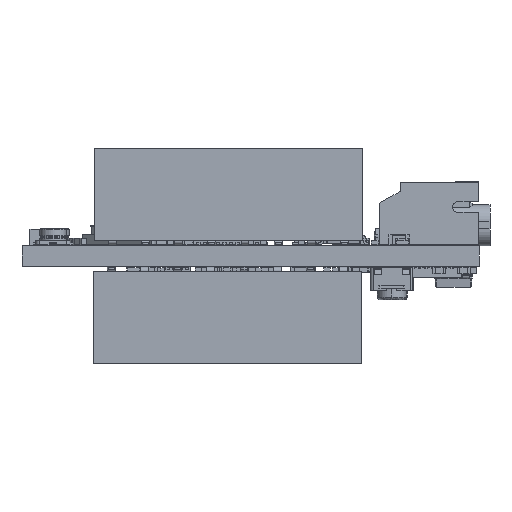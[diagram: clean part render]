
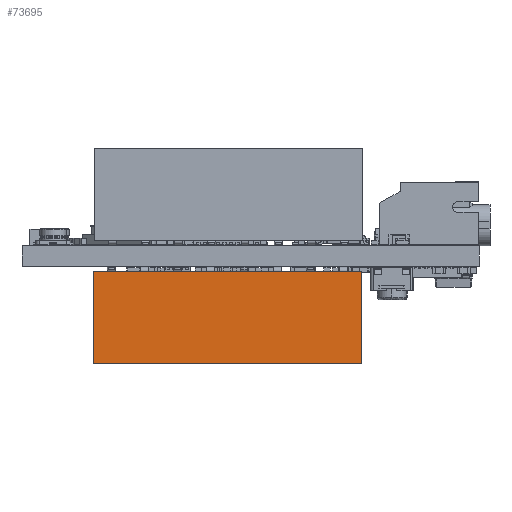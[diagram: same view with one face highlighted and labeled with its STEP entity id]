
A CAD part, front view. The second image highlights one B-rep face of the part: STEP entity #73695.
In plain terms, the highlighted face is planar.
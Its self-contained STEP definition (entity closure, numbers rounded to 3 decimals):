
#70529 = PLANE('',#70530);
#70530 = AXIS2_PLACEMENT_3D('',#70531,#70532,#70533);
#70531 = CARTESIAN_POINT('',(-1.27,-10.26,0.3));
#70532 = DIRECTION('',(0.,1.,0.));
#70533 = DIRECTION('',(1.,0.,0.));
#70557 = PLANE('',#70558);
#70558 = AXIS2_PLACEMENT_3D('',#70559,#70560,#70561);
#70559 = CARTESIAN_POINT('',(1.27,-10.26,7.4));
#70560 = DIRECTION('',(-0.,0.,-1.));
#70561 = DIRECTION('',(0.,-1.,-0.));
#70585 = PLANE('',#70586);
#70586 = AXIS2_PLACEMENT_3D('',#70587,#70588,#70589);
#70587 = CARTESIAN_POINT('',(1.27,10.26,0.3));
#70588 = DIRECTION('',(0.,-1.,0.));
#70589 = DIRECTION('',(-1.,0.,0.));
#70627 = VERTEX_POINT('',#70628);
#70628 = CARTESIAN_POINT('',(-1.27,-10.26,0.3));
#70644 = PLANE('',#70645);
#70645 = AXIS2_PLACEMENT_3D('',#70646,#70647,#70648);
#70646 = CARTESIAN_POINT('',(1.27,-10.26,0.3));
#70647 = DIRECTION('',(-0.,0.,-1.));
#70648 = DIRECTION('',(0.,-1.,-0.));
#70656 = EDGE_CURVE('',#70627,#70657,#70659,.T.);
#70657 = VERTEX_POINT('',#70658);
#70658 = CARTESIAN_POINT('',(-1.27,-10.26,7.4));
#70659 = SURFACE_CURVE('',#70660,(#70664,#70671),.PCURVE_S1.);
#70660 = LINE('',#70661,#70662);
#70661 = CARTESIAN_POINT('',(-1.27,-10.26,0.3));
#70662 = VECTOR('',#70663,1.);
#70663 = DIRECTION('',(0.,0.,1.));
#70664 = PCURVE('',#70529,#70665);
#70665 = DEFINITIONAL_REPRESENTATION('',(#70666),#70670);
#70666 = LINE('',#70667,#70668);
#70667 = CARTESIAN_POINT('',(0.,0.));
#70668 = VECTOR('',#70669,1.);
#70669 = DIRECTION('',(0.,-1.));
#70670 = ( GEOMETRIC_REPRESENTATION_CONTEXT(2) 
PARAMETRIC_REPRESENTATION_CONTEXT() REPRESENTATION_CONTEXT('2D SPACE',''
  ) );
#70671 = PCURVE('',#70672,#70677);
#70672 = PLANE('',#70673);
#70673 = AXIS2_PLACEMENT_3D('',#70674,#70675,#70676);
#70674 = CARTESIAN_POINT('',(-1.27,10.26,0.3));
#70675 = DIRECTION('',(1.,0.,0.));
#70676 = DIRECTION('',(0.,-1.,0.));
#70677 = DEFINITIONAL_REPRESENTATION('',(#70678),#70682);
#70678 = LINE('',#70679,#70680);
#70679 = CARTESIAN_POINT('',(20.52,0.));
#70680 = VECTOR('',#70681,1.);
#70681 = DIRECTION('',(0.,-1.));
#70682 = ( GEOMETRIC_REPRESENTATION_CONTEXT(2) 
PARAMETRIC_REPRESENTATION_CONTEXT() REPRESENTATION_CONTEXT('2D SPACE',''
  ) );
#70839 = VERTEX_POINT('',#70840);
#70840 = CARTESIAN_POINT('',(-1.27,10.26,7.4));
#70861 = EDGE_CURVE('',#70862,#70839,#70864,.T.);
#70862 = VERTEX_POINT('',#70863);
#70863 = CARTESIAN_POINT('',(-1.27,10.26,0.3));
#70864 = SURFACE_CURVE('',#70865,(#70869,#70876),.PCURVE_S1.);
#70865 = LINE('',#70866,#70867);
#70866 = CARTESIAN_POINT('',(-1.27,10.26,0.3));
#70867 = VECTOR('',#70868,1.);
#70868 = DIRECTION('',(0.,0.,1.));
#70869 = PCURVE('',#70585,#70870);
#70870 = DEFINITIONAL_REPRESENTATION('',(#70871),#70875);
#70871 = LINE('',#70872,#70873);
#70872 = CARTESIAN_POINT('',(2.54,0.));
#70873 = VECTOR('',#70874,1.);
#70874 = DIRECTION('',(0.,-1.));
#70875 = ( GEOMETRIC_REPRESENTATION_CONTEXT(2) 
PARAMETRIC_REPRESENTATION_CONTEXT() REPRESENTATION_CONTEXT('2D SPACE',''
  ) );
#70876 = PCURVE('',#70672,#70877);
#70877 = DEFINITIONAL_REPRESENTATION('',(#70878),#70882);
#70878 = LINE('',#70879,#70880);
#70879 = CARTESIAN_POINT('',(0.,0.));
#70880 = VECTOR('',#70881,1.);
#70881 = DIRECTION('',(0.,-1.));
#70882 = ( GEOMETRIC_REPRESENTATION_CONTEXT(2) 
PARAMETRIC_REPRESENTATION_CONTEXT() REPRESENTATION_CONTEXT('2D SPACE',''
  ) );
#71006 = EDGE_CURVE('',#70839,#70657,#71007,.T.);
#71007 = SURFACE_CURVE('',#71008,(#71012,#71019),.PCURVE_S1.);
#71008 = LINE('',#71009,#71010);
#71009 = CARTESIAN_POINT('',(-1.27,10.26,7.4));
#71010 = VECTOR('',#71011,1.);
#71011 = DIRECTION('',(0.,-1.,0.));
#71012 = PCURVE('',#70557,#71013);
#71013 = DEFINITIONAL_REPRESENTATION('',(#71014),#71018);
#71014 = LINE('',#71015,#71016);
#71015 = CARTESIAN_POINT('',(-20.52,2.54));
#71016 = VECTOR('',#71017,1.);
#71017 = DIRECTION('',(1.,0.));
#71018 = ( GEOMETRIC_REPRESENTATION_CONTEXT(2) 
PARAMETRIC_REPRESENTATION_CONTEXT() REPRESENTATION_CONTEXT('2D SPACE',''
  ) );
#71019 = PCURVE('',#70672,#71020);
#71020 = DEFINITIONAL_REPRESENTATION('',(#71021),#71025);
#71021 = LINE('',#71022,#71023);
#71022 = CARTESIAN_POINT('',(0.,-7.1));
#71023 = VECTOR('',#71024,1.);
#71024 = DIRECTION('',(1.,0.));
#71025 = ( GEOMETRIC_REPRESENTATION_CONTEXT(2) 
PARAMETRIC_REPRESENTATION_CONTEXT() REPRESENTATION_CONTEXT('2D SPACE',''
  ) );
#71965 = EDGE_CURVE('',#70862,#70627,#71966,.T.);
#71966 = SURFACE_CURVE('',#71967,(#71971,#71978),.PCURVE_S1.);
#71967 = LINE('',#71968,#71969);
#71968 = CARTESIAN_POINT('',(-1.27,10.26,0.3));
#71969 = VECTOR('',#71970,1.);
#71970 = DIRECTION('',(0.,-1.,0.));
#71971 = PCURVE('',#70644,#71972);
#71972 = DEFINITIONAL_REPRESENTATION('',(#71973),#71977);
#71973 = LINE('',#71974,#71975);
#71974 = CARTESIAN_POINT('',(-20.52,2.54));
#71975 = VECTOR('',#71976,1.);
#71976 = DIRECTION('',(1.,0.));
#71977 = ( GEOMETRIC_REPRESENTATION_CONTEXT(2) 
PARAMETRIC_REPRESENTATION_CONTEXT() REPRESENTATION_CONTEXT('2D SPACE',''
  ) );
#71978 = PCURVE('',#70672,#71979);
#71979 = DEFINITIONAL_REPRESENTATION('',(#71980),#71984);
#71980 = LINE('',#71981,#71982);
#71981 = CARTESIAN_POINT('',(0.,0.));
#71982 = VECTOR('',#71983,1.);
#71983 = DIRECTION('',(1.,0.));
#71984 = ( GEOMETRIC_REPRESENTATION_CONTEXT(2) 
PARAMETRIC_REPRESENTATION_CONTEXT() REPRESENTATION_CONTEXT('2D SPACE',''
  ) );
#73695 = ADVANCED_FACE('',(#73696),#70672,.F.);
#73696 = FACE_BOUND('',#73697,.F.);
#73697 = EDGE_LOOP('',(#73698,#73699,#73700,#73701));
#73698 = ORIENTED_EDGE('',*,*,#70861,.T.);
#73699 = ORIENTED_EDGE('',*,*,#71006,.T.);
#73700 = ORIENTED_EDGE('',*,*,#70656,.F.);
#73701 = ORIENTED_EDGE('',*,*,#71965,.F.);
